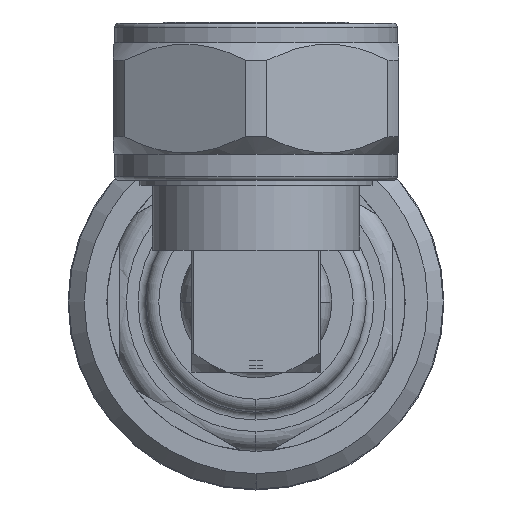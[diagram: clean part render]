
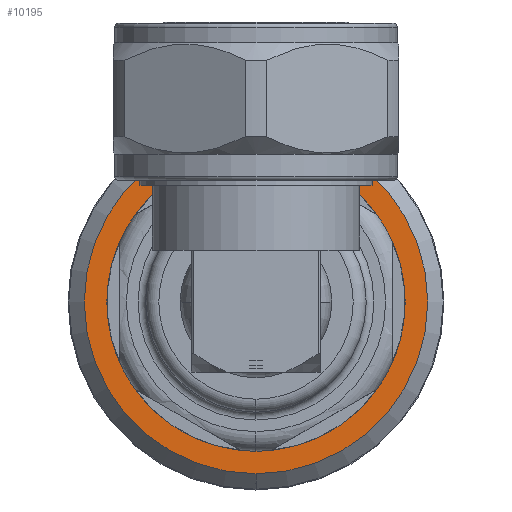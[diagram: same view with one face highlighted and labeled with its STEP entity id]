
A CAD part, left-side view. The second image highlights one B-rep face of the part: STEP entity #10195.
In plain terms, the highlighted face is planar.
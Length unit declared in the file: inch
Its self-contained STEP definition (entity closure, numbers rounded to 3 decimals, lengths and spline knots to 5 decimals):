
#359 = VERTEX_POINT ( 'NONE', #3732 ) ;
#728 = DIRECTION ( 'NONE',  ( 1., 0., 0. ) ) ;
#1079 = VERTEX_POINT ( 'NONE', #10448 ) ;
#1364 = VERTEX_POINT ( 'NONE', #5629 ) ;
#1636 = CARTESIAN_POINT ( 'NONE',  ( 0.35433, 0., 0. ) ) ;
#2551 = DIRECTION ( 'NONE',  ( 1., 0., 0. ) ) ;
#2647 = AXIS2_PLACEMENT_3D ( 'NONE', #12304, #728, #8507 ) ;
#3338 = ORIENTED_EDGE ( 'NONE', *, *, #6408, .F. ) ;
#3493 = CARTESIAN_POINT ( 'NONE',  ( 0.35433, 0., 0. ) ) ;
#3732 = CARTESIAN_POINT ( 'NONE',  ( 0.35433, 0., 0.45276 ) ) ;
#3815 = CARTESIAN_POINT ( 'NONE',  ( 0.35433, 0., -0.52165 ) ) ;
#4449 = EDGE_CURVE ( 'NONE', #1364, #359, #5384, .T. ) ;
#4600 = DIRECTION ( 'NONE',  ( 0., 0., -1. ) ) ;
#4697 = CARTESIAN_POINT ( 'NONE',  ( 0.35433, 0., 0. ) ) ;
#4988 = CARTESIAN_POINT ( 'NONE',  ( 0.35433, 0., 0. ) ) ;
#5126 = DIRECTION ( 'NONE',  ( 0., 0., 1. ) ) ;
#5384 = CIRCLE ( 'NONE', #9007, 0.45276 ) ;
#5547 = PLANE ( 'NONE',  #2647 ) ;
#5629 = CARTESIAN_POINT ( 'NONE',  ( 0.35433, 0., -0.45276 ) ) ;
#5853 = CIRCLE ( 'NONE', #7478, 0.45276 ) ;
#6408 = EDGE_CURVE ( 'NONE', #7766, #1079, #11114, .T. ) ;
#6478 = FACE_OUTER_BOUND ( 'NONE', #10904, .T. ) ;
#6661 = AXIS2_PLACEMENT_3D ( 'NONE', #4988, #11957, #5126 ) ;
#7478 = AXIS2_PLACEMENT_3D ( 'NONE', #3493, #2551, #11295 ) ;
#7530 = AXIS2_PLACEMENT_3D ( 'NONE', #4697, #7558, #11422 ) ;
#7558 = DIRECTION ( 'NONE',  ( -1., 0., 0. ) ) ;
#7766 = VERTEX_POINT ( 'NONE', #3815 ) ;
#8507 = DIRECTION ( 'NONE',  ( 0., 1., 0. ) ) ;
#8591 = DIRECTION ( 'NONE',  ( 1., 0., 0. ) ) ;
#9007 = AXIS2_PLACEMENT_3D ( 'NONE', #1636, #8591, #4600 ) ;
#9177 = EDGE_CURVE ( 'NONE', #359, #1364, #5853, .T. ) ;
#10195 = ADVANCED_FACE ( 'NONE', ( #6478, #10354 ), #5547, .T. ) ;
#10354 = FACE_BOUND ( 'NONE', #11681, .T. ) ;
#10448 = CARTESIAN_POINT ( 'NONE',  ( 0.35433, 0., 0.52165 ) ) ;
#10752 = ORIENTED_EDGE ( 'NONE', *, *, #11652, .F. ) ;
#10904 = EDGE_LOOP ( 'NONE', ( #3338, #10752 ) ) ;
#10965 = CIRCLE ( 'NONE', #7530, 0.52165 ) ;
#11114 = CIRCLE ( 'NONE', #6661, 0.52165 ) ;
#11286 = ORIENTED_EDGE ( 'NONE', *, *, #9177, .F. ) ;
#11295 = DIRECTION ( 'NONE',  ( 0., 0., -1. ) ) ;
#11422 = DIRECTION ( 'NONE',  ( 0., 0., 1. ) ) ;
#11563 = ORIENTED_EDGE ( 'NONE', *, *, #4449, .F. ) ;
#11652 = EDGE_CURVE ( 'NONE', #1079, #7766, #10965, .T. ) ;
#11681 = EDGE_LOOP ( 'NONE', ( #11563, #11286 ) ) ;
#11957 = DIRECTION ( 'NONE',  ( -1., 0., 0. ) ) ;
#12304 = CARTESIAN_POINT ( 'NONE',  ( 0.35433, 0., 0. ) ) ;
